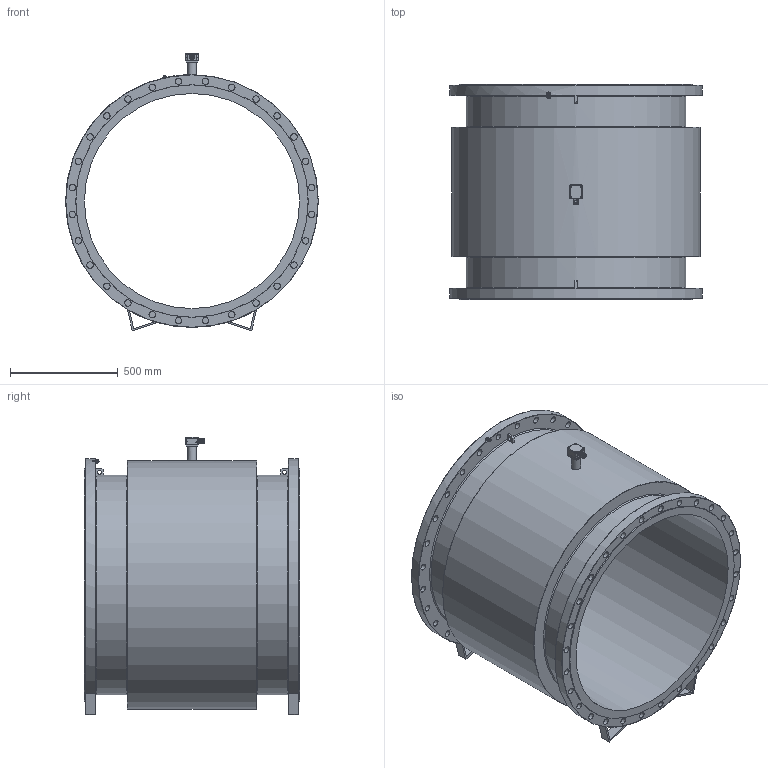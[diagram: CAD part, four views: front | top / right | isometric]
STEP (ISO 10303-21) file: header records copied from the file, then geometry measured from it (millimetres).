
FILE_DESCRIPTION(/* description */ (''),/* implementation_level */ '2;1');
FILE_NAME(/* name */ 'Flowmeter DN1000 PN6 Separate.step',/* time_stamp */ '2023-10-05T14:48:01+03:00',/* author */ (''),/* organization */ (''),/* preprocessor_version */ 'ST-DEVELOPER v20',/* originating_system */ 'Autodesk Translation Framework v12.14.0.127',/* authorisation */ '');
FILE_SCHEMA (('AUTOMOTIVE_DESIGN { 1 0 10303 214 3 1 1 }','INTEGRATED_CNC_SCHEMA'));
Length unit declared in the file: millimetre
Products named in the file (4): Flowmeter DN1000 PN6 tube; Flowmeter v11; B_Separate_version; box
Assembly tree (3 placements, depth 4):
  Flowmeter DN1000 PN6 tube
    Flowmeter v11
      B_Separate_version
        box
Bounding box: 1174.97 x 1000 x 1288.99 mm (x, y, z)
Volume: 194973523.3 mm3; surface area: 8490303.2 mm2
Topology: 2 solids, 2 shells, 1500 faces, 3556 edges, 2080 vertices
Faces by surface type: cylinder 475, plane 459, bspline 250, sphere 156, torus 102, cone 58
Full cylindrical faces by diameter (mm): 3.332 x2, 3.961 x9, 4.234 x4, 4.5 x2, 5 x7, 5.5 x1, 6 x1, 7 x4, 8 x4, 10.394 x1, 10.9 x1, 11.3 x1, 12.394 x1, 13 x1, 14 x1, 15 x1, 17 x2, 18 x2, 21 x1, 24.5 x1, 30 x56, 42 x2, 1000 x1, 1020 x2, 1080 x2, 1155 x1
Entity records: 72048 total; most frequent: CARTESIAN_POINT 37147, ORIENTED_EDGE 7112, DIRECTION 7059, EDGE_CURVE 3556, AXIS2_PLACEMENT_3D 2793, VERTEX_POINT 2080, EDGE_LOOP 1668, FACE_OUTER_BOUND 1500
